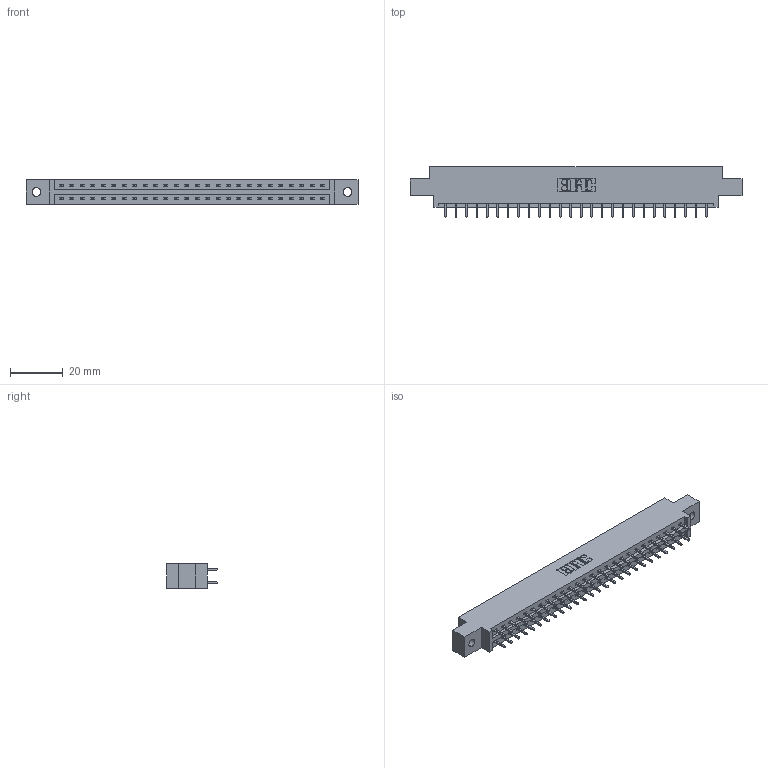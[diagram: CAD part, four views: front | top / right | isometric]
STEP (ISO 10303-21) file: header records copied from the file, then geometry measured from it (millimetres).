
FILE_DESCRIPTION (( 'STEP AP203' ), '1' );
FILE_NAME ('387-052-521-802.STEP', '2018-09-20T09:52:47', ( '' ), ( '' ), 'SwSTEP 2.0', 'SolidWorks 2016', '' );
FILE_SCHEMA (( 'CONFIG_CONTROL_DESIGN' ));
Length unit declared in the file: inch
Products named in the file (3): 337 Part_0.170 Offset - 0.128 Dia; 345-292-001_345-293-121; 387-052-521-802
Assembly tree (53 placements, depth 2):
  387-052-521-802
    337 Part_0.170 Offset - 0.128 Dia
    345-292-001_345-293-121  x52
Bounding box: 126.03 x 19.06 x 9.4 mm (x, y, z)
Volume: 12894.2 mm3; surface area: 14102.4 mm2
Topology: 53 solids, 53 shells, 2926 faces, 8695 edges, 5726 vertices
Faces by surface type: plane 2050, cylinder 876
Entity records: 22381 total; most frequent: CARTESIAN_POINT 3786, ORIENTED_EDGE 3722, DIRECTION 3249, EDGE_CURVE 1861, VECTOR 1733, LINE 1733, VERTEX_POINT 1238, AXIS2_PLACEMENT_3D 758
